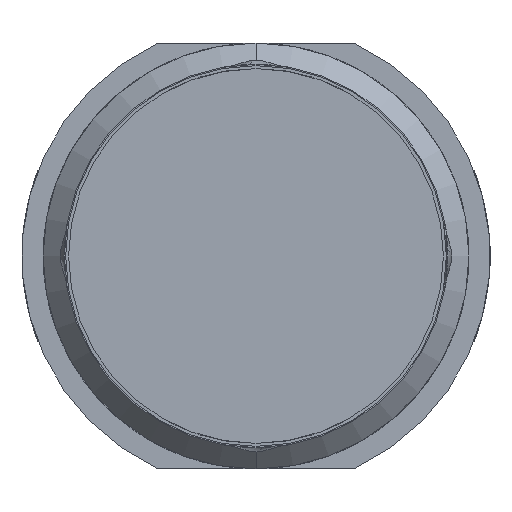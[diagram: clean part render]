
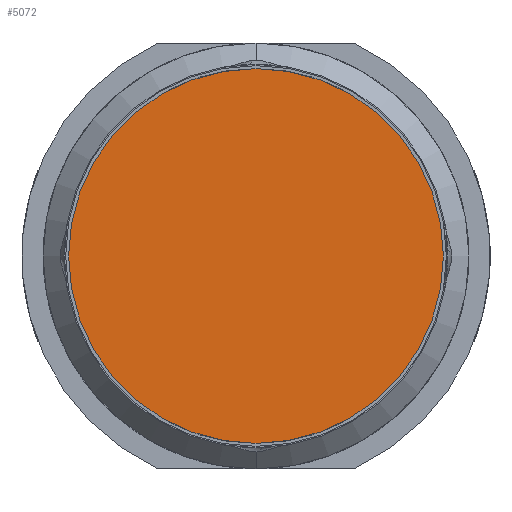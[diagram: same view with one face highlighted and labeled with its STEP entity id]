
A CAD part, front view. The second image highlights one B-rep face of the part: STEP entity #5072.
In plain terms, the highlighted planar face has unit normal (0, -1, 0).
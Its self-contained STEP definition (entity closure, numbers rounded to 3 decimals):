
#66 = ORIENTED_EDGE ( 'NONE', *, *, #405, .T. ) ;
#68 = VERTEX_POINT ( 'NONE', #3881 ) ;
#388 = DIRECTION ( 'NONE',  ( 1., 0., 0. ) ) ;
#405 = EDGE_CURVE ( 'Defeature ausgef�hrt1_23+Defeature ausgef�hrt1_30+Defeature ausgef�hrt1_30+Defeature ausgef�hrt1_30', #4228, #68, #4253, .T. ) ;
#407 = PLANE ( 'NONE',  #3929 ) ;
#1076 = EDGE_LOOP ( 'NONE', ( #3220, #66 ) ) ;
#1110 = FACE_OUTER_BOUND ( 'NONE', #1076, .T. ) ;
#1753 = CARTESIAN_POINT ( 'NONE',  ( 0., 0., -1.9 ) ) ;
#2516 = AXIS2_PLACEMENT_3D ( 'NONE', #3383, #5212, #5638 ) ;
#3101 = DIRECTION ( 'NONE',  ( 0., -1., 0. ) ) ;
#3220 = ORIENTED_EDGE ( 'NONE', *, *, #5448, .T. ) ;
#3383 = CARTESIAN_POINT ( 'NONE',  ( 0., 0., 0. ) ) ;
#3544 = DIRECTION ( 'NONE',  ( 0., 1., 0. ) ) ;
#3881 = CARTESIAN_POINT ( 'NONE',  ( -2.2, 0., 0. ) ) ;
#3929 = AXIS2_PLACEMENT_3D ( 'NONE', #1753, #3544, #388 ) ;
#4228 = VERTEX_POINT ( 'NONE', #5133 ) ;
#4253 = CIRCLE ( 'NONE', #5240, 2.2 ) ;
#4808 = CIRCLE ( 'NONE', #2516, 2.2 ) ;
#4865 = DIRECTION ( 'NONE',  ( -1., 0., 0. ) ) ;
#5072 = ADVANCED_FACE ( 'Defeature ausgef�hrt1_23', ( #1110 ), #407, .F. ) ;
#5133 = CARTESIAN_POINT ( 'NONE',  ( 2.2, 0., 0. ) ) ;
#5212 = DIRECTION ( 'NONE',  ( 0., -1., 0. ) ) ;
#5240 = AXIS2_PLACEMENT_3D ( 'NONE', #5815, #3101, #4865 ) ;
#5448 = EDGE_CURVE ( 'Defeature ausgef�hrt1_23+Defeature ausgef�hrt1_30+Defeature ausgef�hrt1_30+Defeature ausgef�hrt1_30', #68, #4228, #4808, .T. ) ;
#5638 = DIRECTION ( 'NONE',  ( -1., 0., 0. ) ) ;
#5815 = CARTESIAN_POINT ( 'NONE',  ( 0., 0., 0. ) ) ;
